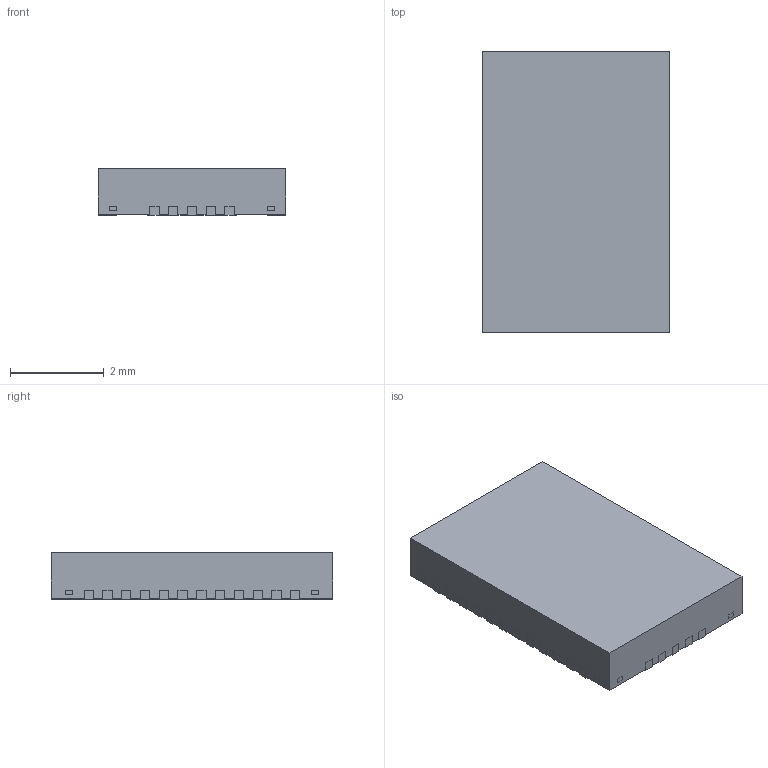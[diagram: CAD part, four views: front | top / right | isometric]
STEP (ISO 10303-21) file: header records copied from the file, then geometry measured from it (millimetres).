
FILE_DESCRIPTION((''),'2;1');
FILE_NAME('RJJ0023B_ASM','2017-03-29T',('a0412086'),(''),'CREO PARAMETRIC BY PTC INC, 2016050','CREO PARAMETRIC BY PTC INC, 2016050','');
FILE_SCHEMA(('AUTOMOTIVE_DESIGN { 1 0 10303 214 1 1 1 1 }'));
Length unit declared in the file: millimetre
Products named in the file (4): BODY-QFN; FRAME-RJJ0023B; PIN1-ID; RJJ0023B_ASM
Assembly tree (3 placements, depth 2):
  RJJ0023B_ASM
    BODY-QFN
    FRAME-RJJ0023B
    PIN1-ID
Bounding box: 4 x 6 x 1 mm (x, y, z)
Volume: 23.7 mm3; surface area: 109 mm2
Topology: 29 solids, 29 shells, 462 faces, 1208 edges, 800 vertices
Faces by surface type: plane 394, cylinder 68
Entity records: 18203 total; most frequent: CARTESIAN_POINT 2484, ORIENTED_EDGE 2416, DIRECTION 2282, PRESENTATION_STYLE_ASSIGNMENT 1265, STYLED_ITEM 1237, CURVE_STYLE 1208, EDGE_CURVE 1208, VECTOR 1072
